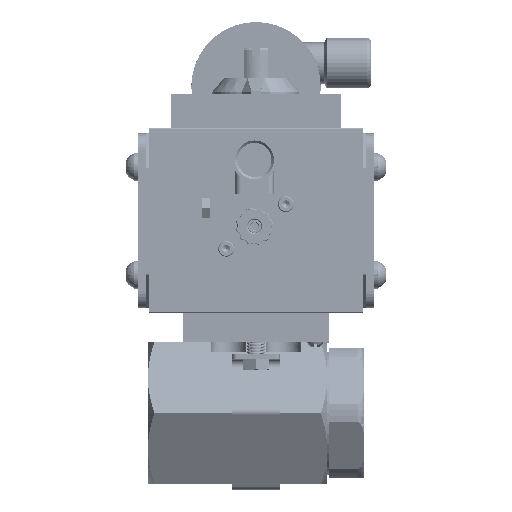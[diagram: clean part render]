
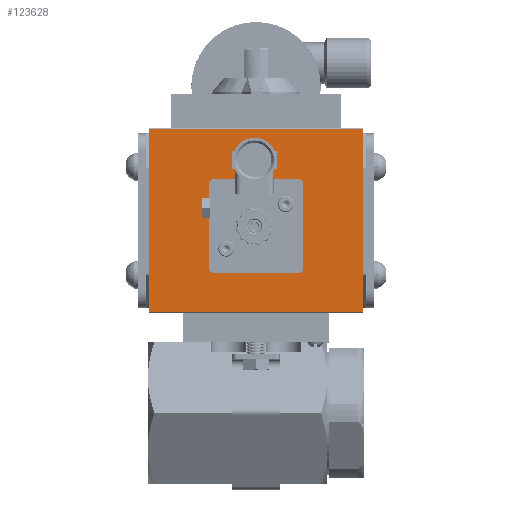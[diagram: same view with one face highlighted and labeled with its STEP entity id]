
A CAD part, top view. The second image highlights one B-rep face of the part: STEP entity #123628.
In plain terms, the highlighted planar face has unit normal (0, 0, 1).
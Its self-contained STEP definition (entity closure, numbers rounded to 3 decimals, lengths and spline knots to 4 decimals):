
#5989 = DIRECTION ( 'NONE',  ( 0., -1., 0. ) ) ;
#6419 = CARTESIAN_POINT ( 'NONE',  ( -0.997, 4.83, 1.55 ) ) ;
#6993 = DIRECTION ( 'NONE',  ( -1., 0., 0. ) ) ;
#7470 = EDGE_CURVE ( 'NONE', #81029, #142867, #30615, .T. ) ;
#7749 = VERTEX_POINT ( 'NONE', #58283 ) ;
#10929 = ORIENTED_EDGE ( 'NONE', *, *, #105169, .F. ) ;
#12364 = CIRCLE ( 'NONE', #128017, 0.125 ) ;
#17280 = CARTESIAN_POINT ( 'NONE',  ( -0.872, 4.83, 1.55 ) ) ;
#21951 = VECTOR ( 'NONE', #24981, 39.3701 ) ;
#23850 = LINE ( 'NONE', #35077, #118381 ) ;
#24437 = CARTESIAN_POINT ( 'NONE',  ( -2.253, 6.02, 1.55 ) ) ;
#24981 = DIRECTION ( 'NONE',  ( 0., -1., 0. ) ) ;
#26581 = FACE_BOUND ( 'NONE', #139336, .T. ) ;
#27150 = EDGE_CURVE ( 'NONE', #157766, #144499, #87951, .T. ) ;
#29720 = DIRECTION ( 'NONE',  ( 0., 1., 0. ) ) ;
#30615 = LINE ( 'NONE', #41623, #117397 ) ;
#31365 = VECTOR ( 'NONE', #6993, 39.3701 ) ;
#35077 = CARTESIAN_POINT ( 'NONE',  ( 2.253, 6.02, 1.55 ) ) ;
#38968 = VECTOR ( 'NONE', #5989, 39.3701 ) ;
#39293 = CARTESIAN_POINT ( 'NONE',  ( -0.872, 2.955, 1.55 ) ) ;
#40253 = ORIENTED_EDGE ( 'NONE', *, *, #153194, .F. ) ;
#41623 = CARTESIAN_POINT ( 'NONE',  ( 2.273, 2.14, 1.55 ) ) ;
#42083 = CARTESIAN_POINT ( 'NONE',  ( -0.997, 4.955, 1.55 ) ) ;
#42588 = VERTEX_POINT ( 'NONE', #147622 ) ;
#45291 = ORIENTED_EDGE ( 'NONE', *, *, #84219, .T. ) ;
#45982 = CARTESIAN_POINT ( 'NONE',  ( 0.878, 4.955, 1.55 ) ) ;
#47506 = DIRECTION ( 'NONE',  ( 0., 1., 0. ) ) ;
#47838 = ORIENTED_EDGE ( 'NONE', *, *, #133424, .T. ) ;
#49448 = DIRECTION ( 'NONE',  ( 0., 1., 0. ) ) ;
#50053 = ORIENTED_EDGE ( 'NONE', *, *, #136174, .F. ) ;
#51344 = ORIENTED_EDGE ( 'NONE', *, *, #95300, .T. ) ;
#52995 = CIRCLE ( 'NONE', #68218, 0.125 ) ;
#55481 = DIRECTION ( 'NONE',  ( 0., 0., -1. ) ) ;
#56325 = VERTEX_POINT ( 'NONE', #6419 ) ;
#56894 = ORIENTED_EDGE ( 'NONE', *, *, #93903, .T. ) ;
#58283 = CARTESIAN_POINT ( 'NONE',  ( -0.997, 3.08, 1.55 ) ) ;
#60211 = VERTEX_POINT ( 'NONE', #101958 ) ;
#60380 = LINE ( 'NONE', #136826, #154814 ) ;
#60996 = CARTESIAN_POINT ( 'NONE',  ( 1.003, 4.955, 1.55 ) ) ;
#66666 = VECTOR ( 'NONE', #142539, 39.3701 ) ;
#68218 = AXIS2_PLACEMENT_3D ( 'NONE', #17280, #103494, #29720 ) ;
#68737 = CARTESIAN_POINT ( 'NONE',  ( -0.997, 2.955, 1.55 ) ) ;
#71516 = CARTESIAN_POINT ( 'NONE',  ( -0.872, 3.08, 1.55 ) ) ;
#71752 = LINE ( 'NONE', #153663, #38968 ) ;
#73290 = CARTESIAN_POINT ( 'NONE',  ( 1.003, 3.08, 1.55 ) ) ;
#73761 = DIRECTION ( 'NONE',  ( 0., 0., -1. ) ) ;
#75006 = CARTESIAN_POINT ( 'NONE',  ( 1.003, 4.83, 1.55 ) ) ;
#76731 = AXIS2_PLACEMENT_3D ( 'NONE', #129284, #55481, #141682 ) ;
#79190 = VERTEX_POINT ( 'NONE', #98040 ) ;
#79487 = VECTOR ( 'NONE', #134801, 39.3701 ) ;
#80022 = CARTESIAN_POINT ( 'NONE',  ( -2.253, 2.14, 1.55 ) ) ;
#81029 = VERTEX_POINT ( 'NONE', #80022 ) ;
#81615 = EDGE_CURVE ( 'NONE', #157766, #79190, #100821, .T. ) ;
#83942 = DIRECTION ( 'NONE',  ( 0., 1., 0. ) ) ;
#84219 = EDGE_CURVE ( 'NONE', #60211, #81029, #87596, .T. ) ;
#85952 = CARTESIAN_POINT ( 'NONE',  ( 0.878, 2.955, 1.55 ) ) ;
#86133 = CARTESIAN_POINT ( 'NONE',  ( 2.253, 2.14, 1.55 ) ) ;
#87596 = LINE ( 'NONE', #24437, #21951 ) ;
#87951 = CIRCLE ( 'NONE', #76731, 0.125 ) ;
#92114 = FACE_OUTER_BOUND ( 'NONE', #101474, .T. ) ;
#93903 = EDGE_CURVE ( 'NONE', #97597, #7749, #12364, .T. ) ;
#94560 = EDGE_CURVE ( 'NONE', #142867, #42588, #23850, .T. ) ;
#95300 = EDGE_CURVE ( 'NONE', #42588, #60211, #60380, .T. ) ;
#97310 = ORIENTED_EDGE ( 'NONE', *, *, #126468, .T. ) ;
#97597 = VERTEX_POINT ( 'NONE', #39293 ) ;
#98040 = CARTESIAN_POINT ( 'NONE',  ( -0.872, 4.955, 1.55 ) ) ;
#98404 = CARTESIAN_POINT ( 'NONE',  ( 2.273, 6.02, 1.55 ) ) ;
#99368 = LINE ( 'NONE', #68737, #66666 ) ;
#100821 = LINE ( 'NONE', #42083, #31365 ) ;
#101474 = EDGE_LOOP ( 'NONE', ( #127229, #51344, #45291, #133799 ) ) ;
#101498 = AXIS2_PLACEMENT_3D ( 'NONE', #98404, #123243, #49448 ) ;
#101958 = CARTESIAN_POINT ( 'NONE',  ( -2.253, 6., 1.55 ) ) ;
#103494 = DIRECTION ( 'NONE',  ( 0., 0., -1. ) ) ;
#105169 = EDGE_CURVE ( 'NONE', #56325, #7749, #71752, .T. ) ;
#107581 = ORIENTED_EDGE ( 'NONE', *, *, #27150, .T. ) ;
#110836 = PLANE ( 'NONE',  #101498 ) ;
#116033 = CIRCLE ( 'NONE', #118283, 0.125 ) ;
#116428 = ORIENTED_EDGE ( 'NONE', *, *, #81615, .F. ) ;
#117397 = VECTOR ( 'NONE', #127859, 39.3701 ) ;
#118283 = AXIS2_PLACEMENT_3D ( 'NONE', #147535, #73761, #159910 ) ;
#118381 = VECTOR ( 'NONE', #47506, 39.3701 ) ;
#123243 = DIRECTION ( 'NONE',  ( 0., 0., -1. ) ) ;
#123628 = ADVANCED_FACE ( 'NONE', ( #92114, #26581 ), #110836, .F. ) ;
#126468 = EDGE_CURVE ( 'NONE', #137364, #138531, #116033, .T. ) ;
#127229 = ORIENTED_EDGE ( 'NONE', *, *, #94560, .T. ) ;
#127859 = DIRECTION ( 'NONE',  ( 1., 0., 0. ) ) ;
#128017 = AXIS2_PLACEMENT_3D ( 'NONE', #71516, #157689, #83942 ) ;
#129284 = CARTESIAN_POINT ( 'NONE',  ( 0.878, 4.83, 1.55 ) ) ;
#133424 = EDGE_CURVE ( 'NONE', #56325, #79190, #52995, .T. ) ;
#133799 = ORIENTED_EDGE ( 'NONE', *, *, #7470, .T. ) ;
#134801 = DIRECTION ( 'NONE',  ( 0., 1., 0. ) ) ;
#136174 = EDGE_CURVE ( 'NONE', #137364, #144499, #144949, .T. ) ;
#136826 = CARTESIAN_POINT ( 'NONE',  ( 2.273, 6., 1.55 ) ) ;
#137364 = VERTEX_POINT ( 'NONE', #73290 ) ;
#138531 = VERTEX_POINT ( 'NONE', #85952 ) ;
#139336 = EDGE_LOOP ( 'NONE', ( #10929, #47838, #116428, #107581, #50053, #97310, #40253, #56894 ) ) ;
#141682 = DIRECTION ( 'NONE',  ( 0., 1., 0. ) ) ;
#142539 = DIRECTION ( 'NONE',  ( 1., 0., 0. ) ) ;
#142867 = VERTEX_POINT ( 'NONE', #86133 ) ;
#144499 = VERTEX_POINT ( 'NONE', #75006 ) ;
#144949 = LINE ( 'NONE', #60996, #79487 ) ;
#147535 = CARTESIAN_POINT ( 'NONE',  ( 0.878, 3.08, 1.55 ) ) ;
#147622 = CARTESIAN_POINT ( 'NONE',  ( 2.253, 6., 1.55 ) ) ;
#149212 = DIRECTION ( 'NONE',  ( -1., 0., 0. ) ) ;
#153194 = EDGE_CURVE ( 'NONE', #97597, #138531, #99368, .T. ) ;
#153663 = CARTESIAN_POINT ( 'NONE',  ( -0.997, 4.955, 1.55 ) ) ;
#154814 = VECTOR ( 'NONE', #149212, 39.3701 ) ;
#157689 = DIRECTION ( 'NONE',  ( 0., 0., -1. ) ) ;
#157766 = VERTEX_POINT ( 'NONE', #45982 ) ;
#159910 = DIRECTION ( 'NONE',  ( 0., 1., 0. ) ) ;
